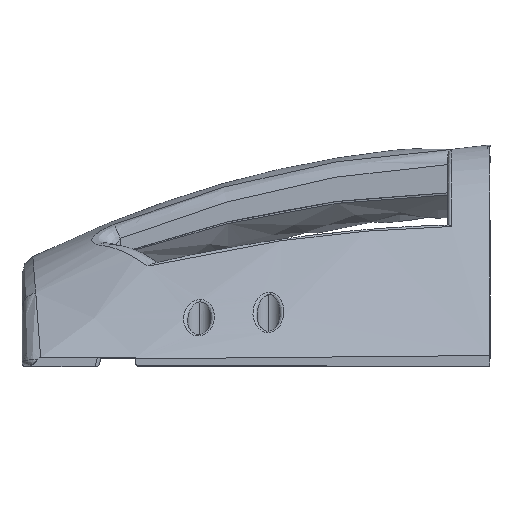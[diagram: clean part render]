
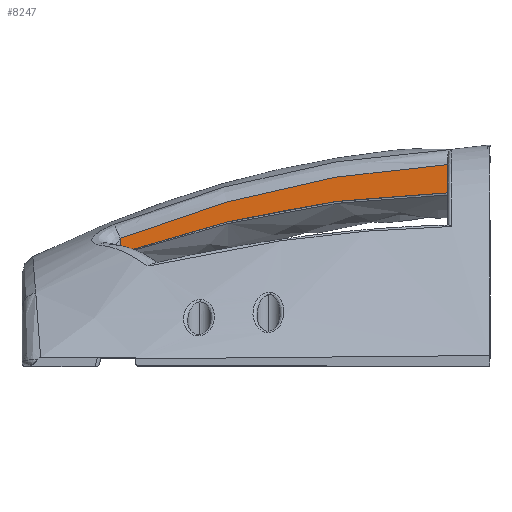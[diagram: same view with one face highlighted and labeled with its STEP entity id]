
A CAD part, top view. The second image highlights one B-rep face of the part: STEP entity #8247.
In plain terms, the highlighted planar face has unit normal (0.017, 0, 1).
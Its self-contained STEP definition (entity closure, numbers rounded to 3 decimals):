
#207 = CARTESIAN_POINT ( 'NONE',  ( -19.098, 44.951, 11.193 ) ) ;
#297 = CARTESIAN_POINT ( 'NONE',  ( -97., -1.284, 12.503 ) ) ;
#464 = CARTESIAN_POINT ( 'NONE',  ( -62.126, 39.225, 11.917 ) ) ;
#610 = CARTESIAN_POINT ( 'NONE',  ( -35.636, 50.038, 11.471 ) ) ;
#694 = VERTEX_POINT ( 'NONE', #3925 ) ;
#931 = CARTESIAN_POINT ( 'NONE',  ( -12., 45.853, 11.074 ) ) ;
#1019 = DIRECTION ( 'NONE',  ( -1., 0., 0.017 ) ) ;
#1125 = AXIS2_PLACEMENT_3D ( 'NONE', #8184, #7457, #1019 ) ;
#1348 = CARTESIAN_POINT ( 'NONE',  ( -51.465, 41.228, 11.737 ) ) ;
#2142 = CARTESIAN_POINT ( 'NONE',  ( -40.736, 42.882, 11.557 ) ) ;
#2183 = CARTESIAN_POINT ( 'NONE',  ( -97., 33.279, 12.503 ) ) ;
#2332 = ORIENTED_EDGE ( 'NONE', *, *, #3892, .F. ) ;
#2735 = CARTESIAN_POINT ( 'NONE',  ( -11.99, 45.597, 11.074 ) ) ;
#2811 = B_SPLINE_CURVE_WITH_KNOTS ( 'NONE', 3,
 ( #3129, #3969, #7755, #2735, #7179, #931 ),
 .UNSPECIFIED., .F., .F.,
 ( 4, 2, 4 ),
 ( 0., 0., 0.001 ),
 .UNSPECIFIED. ) ;
#2985 = CARTESIAN_POINT ( 'NONE',  ( -69.532, 43.059, 12.041 ) ) ;
#2997 = B_SPLINE_CURVE_WITH_KNOTS ( 'NONE', 3,
 ( #2183, #3876, #2985, #10380, #7194, #3143, #7814, #4606, #610, #10275, #3192, #10222 ),
 .UNSPECIFIED., .F., .F.,
 ( 4, 2, 2, 2, 2, 4 ),
 ( 0., 0.044, 0.055, 0.06, 0.065, 0.087 ),
 .UNSPECIFIED. ) ;
#3129 = CARTESIAN_POINT ( 'NONE',  ( -11.848, 45.11, 11.071 ) ) ;
#3143 = CARTESIAN_POINT ( 'NONE',  ( -42.852, 48.856, 11.593 ) ) ;
#3173 = CARTESIAN_POINT ( 'NONE',  ( -12., -1.284, 11.074 ) ) ;
#3192 = CARTESIAN_POINT ( 'NONE',  ( -19.309, 52.033, 11.197 ) ) ;
#3225 = LINE ( 'NONE', #3173, #7679 ) ;
#3279 = DIRECTION ( 'NONE',  ( 0., 1., 0. ) ) ;
#3421 = CARTESIAN_POINT ( 'NONE',  ( -26.327, 44.484, 11.315 ) ) ;
#3516 = DIRECTION ( 'NONE',  ( 0., 1., 0. ) ) ;
#3683 = CARTESIAN_POINT ( 'NONE',  ( -83.189, 33.889, 12.271 ) ) ;
#3876 = CARTESIAN_POINT ( 'NONE',  ( -83.404, 38.669, 12.275 ) ) ;
#3892 = EDGE_CURVE ( 'NONE', #694, #6756, #2997, .T. ) ;
#3899 = EDGE_LOOP ( 'NONE', ( #9795, #4072, #5076, #2332, #9150 ) ) ;
#3925 = CARTESIAN_POINT ( 'NONE',  ( -97., 33.279, 12.503 ) ) ;
#3969 = CARTESIAN_POINT ( 'NONE',  ( -11.907, 45.224, 11.072 ) ) ;
#4072 = ORIENTED_EDGE ( 'NONE', *, *, #8822, .T. ) ;
#4606 = CARTESIAN_POINT ( 'NONE',  ( -37.446, 49.761, 11.502 ) ) ;
#5076 = ORIENTED_EDGE ( 'NONE', *, *, #6175, .T. ) ;
#5270 = VERTEX_POINT ( 'NONE', #7213 ) ;
#5399 = EDGE_CURVE ( 'NONE', #5270, #8073, #10162, .T. ) ;
#5501 = CARTESIAN_POINT ( 'NONE',  ( -97., 29.467, 12.503 ) ) ;
#5939 = CARTESIAN_POINT ( 'NONE',  ( -69.18, 37.615, 12.035 ) ) ;
#6098 = CARTESIAN_POINT ( 'NONE',  ( -90.128, 31.777, 12.388 ) ) ;
#6175 = EDGE_CURVE ( 'NONE', #9832, #6756, #3225, .T. ) ;
#6612 = LINE ( 'NONE', #297, #10164 ) ;
#6715 = PLANE ( 'NONE',  #1125 ) ;
#6756 = VERTEX_POINT ( 'NONE', #9742 ) ;
#6836 = CARTESIAN_POINT ( 'NONE',  ( -47.898, 41.827, 11.677 ) ) ;
#7179 = CARTESIAN_POINT ( 'NONE',  ( -12., 45.725, 11.074 ) ) ;
#7194 = CARTESIAN_POINT ( 'NONE',  ( -48.232, 47.858, 11.683 ) ) ;
#7213 = CARTESIAN_POINT ( 'NONE',  ( -11.848, 45.11, 11.071 ) ) ;
#7421 = CARTESIAN_POINT ( 'NONE',  ( -11.848, 45.11, 11.071 ) ) ;
#7457 = DIRECTION ( 'NONE',  ( 0.017, 0., 1. ) ) ;
#7510 = FACE_OUTER_BOUND ( 'NONE', #3899, .T. ) ;
#7575 = CARTESIAN_POINT ( 'NONE',  ( -37.138, 43.339, 11.496 ) ) ;
#7679 = VECTOR ( 'NONE', #3279, 1000. ) ;
#7755 = CARTESIAN_POINT ( 'NONE',  ( -11.943, 45.346, 11.073 ) ) ;
#7814 = CARTESIAN_POINT ( 'NONE',  ( -41.054, 49.17, 11.562 ) ) ;
#7927 = CARTESIAN_POINT ( 'NONE',  ( -12., 45.853, 11.074 ) ) ;
#8073 = VERTEX_POINT ( 'NONE', #5501 ) ;
#8184 = CARTESIAN_POINT ( 'NONE',  ( -12., -1.284, 11.074 ) ) ;
#8247 = ADVANCED_FACE ( 'NONE', ( #7510 ), #6715, .T. ) ;
#8365 = EDGE_CURVE ( 'NONE', #8073, #694, #6612, .T. ) ;
#8822 = EDGE_CURVE ( 'NONE', #5270, #9832, #2811, .T. ) ;
#9150 = ORIENTED_EDGE ( 'NONE', *, *, #8365, .F. ) ;
#9290 = CARTESIAN_POINT ( 'NONE',  ( -97., 29.467, 12.503 ) ) ;
#9742 = CARTESIAN_POINT ( 'NONE',  ( -12., 52.42, 11.074 ) ) ;
#9795 = ORIENTED_EDGE ( 'NONE', *, *, #5399, .F. ) ;
#9832 = VERTEX_POINT ( 'NONE', #7927 ) ;
#10162 = B_SPLINE_CURVE_WITH_KNOTS ( 'NONE', 3,
 ( #7421, #207, #3421, #7575, #2142, #6836, #1348, #464, #5939, #3683, #6098, #9290 ),
 .UNSPECIFIED., .F., .F.,
 ( 4, 2, 2, 2, 2, 4 ),
 ( 0., 0.022, 0.032, 0.043, 0.065, 0.087 ),
 .UNSPECIFIED. ) ;
#10164 = VECTOR ( 'NONE', #3516, 1000. ) ;
#10222 = CARTESIAN_POINT ( 'NONE',  ( -12., 52.42, 11.074 ) ) ;
#10275 = CARTESIAN_POINT ( 'NONE',  ( -26.584, 51.321, 11.319 ) ) ;
#10380 = CARTESIAN_POINT ( 'NONE',  ( -51.799, 47.118, 11.743 ) ) ;
